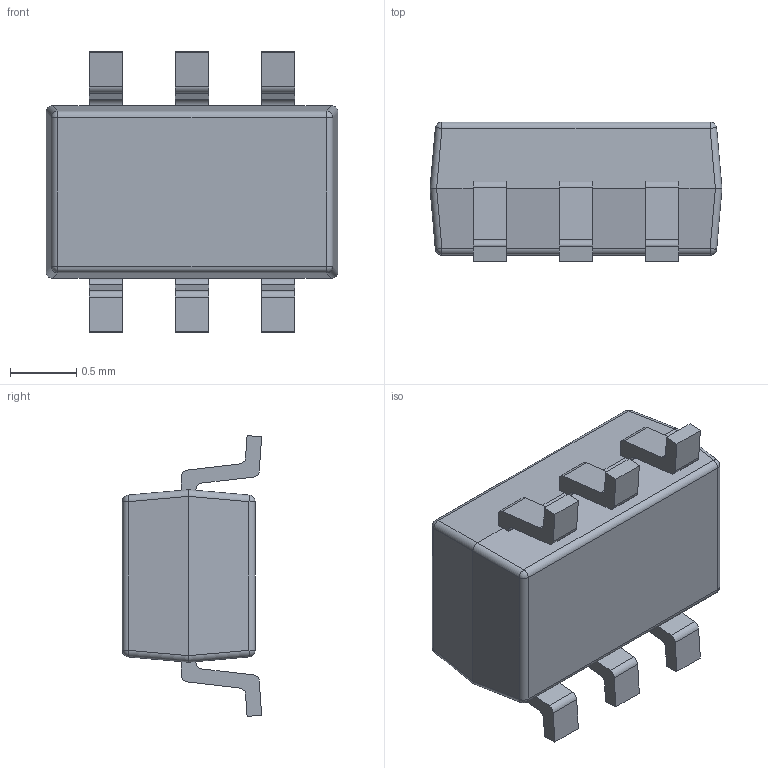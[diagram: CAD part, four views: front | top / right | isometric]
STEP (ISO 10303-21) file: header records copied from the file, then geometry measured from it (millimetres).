
FILE_DESCRIPTION(('FreeCAD Model'),'2;1');
FILE_NAME('SOT-363.step', '2017-07-07T14:46:01',('kicad StepUp'),('ksu MCAD'), 'Open CASCADE STEP processor 6.8','FreeCAD','Unknown');
FILE_SCHEMA(('AUTOMOTIVE_DESIGN_CC2 { 1 2 10303 214 -1 1 5 4 }'));
Length unit declared in the file: millimetre
Products named in the file (1): SOT-363
Bounding box: 2.2 x 1.05 x 2.12 mm (x, y, z)
Volume: 2.8 mm3; surface area: 15.2 mm2
Topology: 1 solids, 1 shells, 112 faces, 306 edges, 188 vertices
Faces by surface type: plane 64, cylinder 40, sphere 8
Entity records: 4235 total; most frequent: CARTESIAN_POINT 611, ORIENTED_EDGE 596, DIRECTION 592, EDGE_CURVE 298, LINE 222, VECTOR 222, VERTEX_POINT 188, AXIS2_PLACEMENT_3D 185
